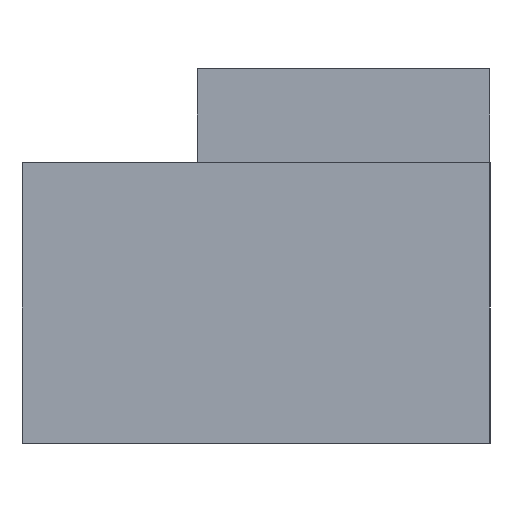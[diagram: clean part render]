
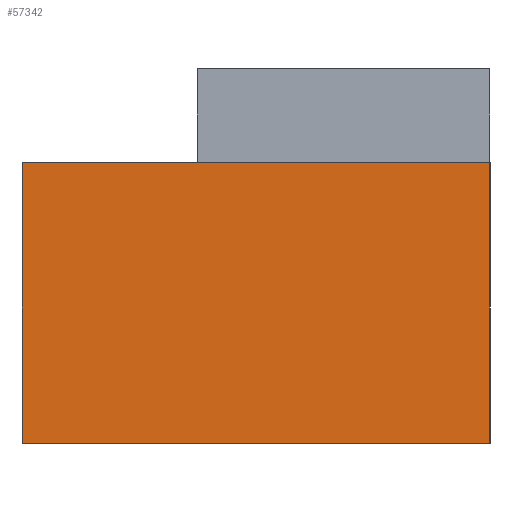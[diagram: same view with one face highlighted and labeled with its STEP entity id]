
A CAD part, left-side view. The second image highlights one B-rep face of the part: STEP entity #57342.
In plain terms, the highlighted planar face has unit normal (-1, 0, 0).
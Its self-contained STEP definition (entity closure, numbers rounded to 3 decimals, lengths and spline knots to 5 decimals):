
#5571=FACE_OUTER_BOUND('',#8808,.T.);
#8808=EDGE_LOOP('',(#49794,#49795,#49796,#49797));
#14437=LINE('',#96170,#20883);
#14889=LINE('',#97394,#21335);
#14997=LINE('',#97614,#21443);
#15004=LINE('',#97629,#21450);
#20883=VECTOR('',#74971,0.305);
#21335=VECTOR('',#76139,0.305);
#21443=VECTOR('',#76283,0.508);
#21450=VECTOR('',#76302,0.508);
#26413=VERTEX_POINT('',#96168);
#26414=VERTEX_POINT('',#96169);
#26827=VERTEX_POINT('',#97391);
#26828=VERTEX_POINT('',#97393);
#34029=EDGE_CURVE('',#26413,#26414,#14437,.T.);
#34647=EDGE_CURVE('',#26828,#26827,#14889,.T.);
#34759=EDGE_CURVE('',#26827,#26414,#14997,.T.);
#34767=EDGE_CURVE('',#26828,#26413,#15004,.T.);
#49794=ORIENTED_EDGE('',*,*,#34647,.T.);
#49795=ORIENTED_EDGE('',*,*,#34759,.T.);
#49796=ORIENTED_EDGE('',*,*,#34029,.F.);
#49797=ORIENTED_EDGE('',*,*,#34767,.F.);
#54283=PLANE('',#61877);
#57342=ADVANCED_FACE('',(#5571),#54283,.T.);
#61877=AXIS2_PLACEMENT_3D('',#97630,#76303,#76304);
#74971=DIRECTION('',(0.,0.,1.));
#76139=DIRECTION('',(0.,0.,1.));
#76283=DIRECTION('',(0.,1.,0.));
#76302=DIRECTION('',(0.,1.,0.));
#76303=DIRECTION('center_axis',(-1.,0.,0.));
#76304=DIRECTION('ref_axis',(0.,0.,1.));
#96168=CARTESIAN_POINT('',(-0.654,0.508,-0.1525));
#96169=CARTESIAN_POINT('',(-0.654,0.508,0.1525));
#96170=CARTESIAN_POINT('',(-0.654,0.508,-0.1525));
#97391=CARTESIAN_POINT('',(-0.654,0.,0.1525));
#97393=CARTESIAN_POINT('',(-0.654,0.,-0.1525));
#97394=CARTESIAN_POINT('',(-0.654,0.,-0.1525));
#97614=CARTESIAN_POINT('',(-0.654,0.318,0.1525));
#97629=CARTESIAN_POINT('',(-0.654,0.318,-0.1525));
#97630=CARTESIAN_POINT('Origin',(-0.654,0.,
-0.1525));
